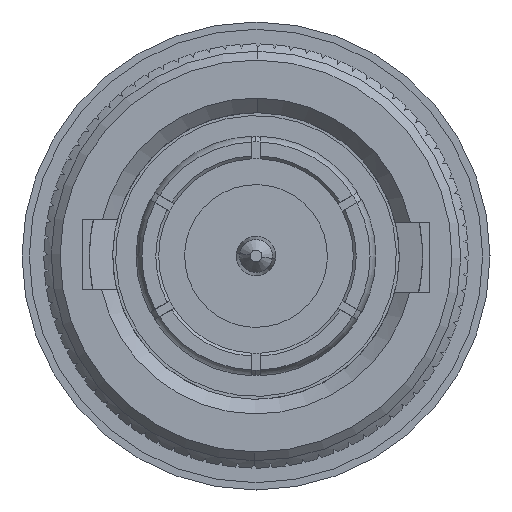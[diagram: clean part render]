
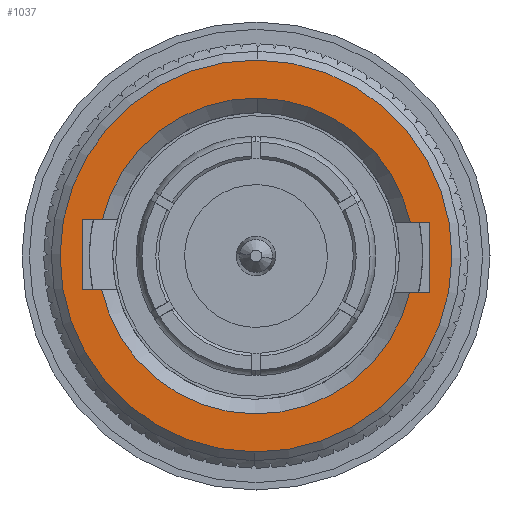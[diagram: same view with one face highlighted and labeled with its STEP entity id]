
A CAD part, left-side view. The second image highlights one B-rep face of the part: STEP entity #1037.
In plain terms, the highlighted planar face has unit normal (-1, 0, 0).
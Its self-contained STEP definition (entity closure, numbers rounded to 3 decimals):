
#10 = VERTEX_POINT ( 'NONE', #5430 ) ;
#135 = ORIENTED_EDGE ( 'NONE', *, *, #9941, .T. ) ;
#183 = DIRECTION ( 'NONE',  ( -1., 0., 0. ) ) ;
#220 = VERTEX_POINT ( 'NONE', #16358 ) ;
#284 = CIRCLE ( 'NONE', #5485, 6.7 ) ;
#303 = FACE_BOUND ( 'NONE', #7608, .T. ) ;
#629 = DIRECTION ( 'NONE',  ( 0., -0.009, 1. ) ) ;
#905 = EDGE_CURVE ( 'NONE', #14025, #3807, #16417, .T. ) ;
#1037 = ADVANCED_FACE ( 'NONE', ( #303, #7618 ), #3409, .F. ) ;
#1102 = DIRECTION ( 'NONE',  ( 0., -0.009, 1. ) ) ;
#1239 = AXIS2_PLACEMENT_3D ( 'NONE', #14650, #6830, #11813 ) ;
#1872 = DIRECTION ( 'NONE',  ( 0., 0.009, -1. ) ) ;
#2148 = EDGE_CURVE ( 'NONE', #10, #220, #14062, .T. ) ;
#2475 = CARTESIAN_POINT ( 'NONE',  ( -0.3, 5.253, 1.25 ) ) ;
#2644 = VECTOR ( 'NONE', #1102, 1000. ) ;
#3409 = PLANE ( 'NONE',  #3597 ) ;
#3597 = AXIS2_PLACEMENT_3D ( 'NONE', #6032, #6135, #6078 ) ;
#3695 = EDGE_CURVE ( 'NONE', #14509, #8448, #11182, .T. ) ;
#3807 = VERTEX_POINT ( 'NONE', #4363 ) ;
#4047 = ORIENTED_EDGE ( 'NONE', *, *, #5798, .F. ) ;
#4062 = CARTESIAN_POINT ( 'NONE',  ( -0.3, 0., 0. ) ) ;
#4105 = DIRECTION ( 'NONE',  ( 0., -1., -0.009 ) ) ;
#4201 = DIRECTION ( 'NONE',  ( 0., 1., 0.009 ) ) ;
#4363 = CARTESIAN_POINT ( 'NONE',  ( -0.3, 5.918, 1.256 ) ) ;
#4394 = CARTESIAN_POINT ( 'NONE',  ( -0.3, -3.077, 1.171 ) ) ;
#4535 = CARTESIAN_POINT ( 'NONE',  ( -0.3, 5.941, -1.144 ) ) ;
#5105 = AXIS2_PLACEMENT_3D ( 'NONE', #13482, #5690, #629 ) ;
#5176 = CARTESIAN_POINT ( 'NONE',  ( -0.3, -5.253, -1.25 ) ) ;
#5344 = CARTESIAN_POINT ( 'NONE',  ( -0.3, 0., 0. ) ) ;
#5406 = DIRECTION ( 'NONE',  ( 0., -0.009, 1. ) ) ;
#5430 = CARTESIAN_POINT ( 'NONE',  ( -0.3, -5.918, -1.256 ) ) ;
#5485 = AXIS2_PLACEMENT_3D ( 'NONE', #5344, #14412, #5406 ) ;
#5639 = EDGE_CURVE ( 'NONE', #220, #12059, #11738, .T. ) ;
#5690 = DIRECTION ( 'NONE',  ( -1., 0., 0. ) ) ;
#5798 = EDGE_CURVE ( 'NONE', #6310, #14509, #9497, .T. ) ;
#5823 = DIRECTION ( 'NONE',  ( 0., -1., -0.009 ) ) ;
#5900 = VERTEX_POINT ( 'NONE', #16600 ) ;
#6032 = CARTESIAN_POINT ( 'NONE',  ( -0.3, 5.4, 0.051 ) ) ;
#6078 = DIRECTION ( 'NONE',  ( 0., 0.009, -1. ) ) ;
#6135 = DIRECTION ( 'NONE',  ( 1., 0., 0. ) ) ;
#6225 = ORIENTED_EDGE ( 'NONE', *, *, #9915, .F. ) ;
#6310 = VERTEX_POINT ( 'NONE', #4535 ) ;
#6830 = DIRECTION ( 'NONE',  ( -1., 0., 0. ) ) ;
#6917 = LINE ( 'NONE', #7878, #9405 ) ;
#6926 = ORIENTED_EDGE ( 'NONE', *, *, #7899, .F. ) ;
#7221 = VECTOR ( 'NONE', #16134, 1000. ) ;
#7604 = AXIS2_PLACEMENT_3D ( 'NONE', #11844, #183, #8084 ) ;
#7608 = EDGE_LOOP ( 'NONE', ( #6225, #12801, #6926, #8013, #16794, #12065, #13603, #8177, #4047 ) ) ;
#7618 = FACE_OUTER_BOUND ( 'NONE', #13069, .T. ) ;
#7878 = CARTESIAN_POINT ( 'NONE',  ( -0.3, -3.055, -1.229 ) ) ;
#7899 = EDGE_CURVE ( 'NONE', #16463, #14025, #8661, .T. ) ;
#8013 = ORIENTED_EDGE ( 'NONE', *, *, #8924, .F. ) ;
#8084 = DIRECTION ( 'NONE',  ( 0., -0.009, 1. ) ) ;
#8177 = ORIENTED_EDGE ( 'NONE', *, *, #3695, .F. ) ;
#8382 = CARTESIAN_POINT ( 'NONE',  ( -0.3, 3.077, -1.171 ) ) ;
#8448 = VERTEX_POINT ( 'NONE', #5176 ) ;
#8661 = CIRCLE ( 'NONE', #1239, 5.4 ) ;
#8924 = EDGE_CURVE ( 'NONE', #12059, #16463, #10253, .T. ) ;
#9075 = VERTEX_POINT ( 'NONE', #14826 ) ;
#9086 = CARTESIAN_POINT ( 'NONE',  ( -0.3, -5.918, -1.256 ) ) ;
#9375 = CARTESIAN_POINT ( 'NONE',  ( -0.3, 5.276, -1.15 ) ) ;
#9405 = VECTOR ( 'NONE', #4105, 1000. ) ;
#9497 = LINE ( 'NONE', #8382, #16420 ) ;
#9854 = CARTESIAN_POINT ( 'NONE',  ( -0.3, -0.051, 5.4 ) ) ;
#9915 = EDGE_CURVE ( 'NONE', #3807, #6310, #10631, .T. ) ;
#9941 = EDGE_CURVE ( 'NONE', #9075, #5900, #13253, .T. ) ;
#10204 = EDGE_CURVE ( 'NONE', #8448, #10, #6917, .T. ) ;
#10253 = CIRCLE ( 'NONE', #11885, 5.4 ) ;
#10631 = LINE ( 'NONE', #16234, #13658 ) ;
#11182 = CIRCLE ( 'NONE', #7604, 5.4 ) ;
#11735 = VECTOR ( 'NONE', #4201, 1000. ) ;
#11738 = LINE ( 'NONE', #4394, #7221 ) ;
#11813 = DIRECTION ( 'NONE',  ( 0., -0.009, 1. ) ) ;
#11844 = CARTESIAN_POINT ( 'NONE',  ( -0.3, 0., 0. ) ) ;
#11883 = DIRECTION ( 'NONE',  ( -1., 0., 0. ) ) ;
#11885 = AXIS2_PLACEMENT_3D ( 'NONE', #4062, #11883, #13180 ) ;
#12059 = VERTEX_POINT ( 'NONE', #16827 ) ;
#12065 = ORIENTED_EDGE ( 'NONE', *, *, #2148, .F. ) ;
#12660 = ORIENTED_EDGE ( 'NONE', *, *, #13013, .T. ) ;
#12801 = ORIENTED_EDGE ( 'NONE', *, *, #905, .F. ) ;
#13013 = EDGE_CURVE ( 'NONE', #5900, #9075, #284, .T. ) ;
#13069 = EDGE_LOOP ( 'NONE', ( #12660, #135 ) ) ;
#13180 = DIRECTION ( 'NONE',  ( 0., -0.009, 1. ) ) ;
#13253 = CIRCLE ( 'NONE', #5105, 6.7 ) ;
#13419 = CARTESIAN_POINT ( 'NONE',  ( -0.3, 3.055, 1.229 ) ) ;
#13482 = CARTESIAN_POINT ( 'NONE',  ( -0.3, 0., 0. ) ) ;
#13603 = ORIENTED_EDGE ( 'NONE', *, *, #10204, .F. ) ;
#13658 = VECTOR ( 'NONE', #1872, 1000. ) ;
#14025 = VERTEX_POINT ( 'NONE', #2475 ) ;
#14062 = LINE ( 'NONE', #9086, #2644 ) ;
#14412 = DIRECTION ( 'NONE',  ( -1., 0., 0. ) ) ;
#14509 = VERTEX_POINT ( 'NONE', #9375 ) ;
#14650 = CARTESIAN_POINT ( 'NONE',  ( -0.3, 0., 0. ) ) ;
#14826 = CARTESIAN_POINT ( 'NONE',  ( -0.3, -0.063, 6.7 ) ) ;
#16134 = DIRECTION ( 'NONE',  ( 0., 1., 0.009 ) ) ;
#16234 = CARTESIAN_POINT ( 'NONE',  ( -0.3, 5.918, 1.256 ) ) ;
#16358 = CARTESIAN_POINT ( 'NONE',  ( -0.3, -5.941, 1.144 ) ) ;
#16417 = LINE ( 'NONE', #13419, #11735 ) ;
#16420 = VECTOR ( 'NONE', #5823, 1000. ) ;
#16463 = VERTEX_POINT ( 'NONE', #9854 ) ;
#16600 = CARTESIAN_POINT ( 'NONE',  ( -0.3, 0.063, -6.7 ) ) ;
#16794 = ORIENTED_EDGE ( 'NONE', *, *, #5639, .F. ) ;
#16827 = CARTESIAN_POINT ( 'NONE',  ( -0.3, -5.276, 1.15 ) ) ;
